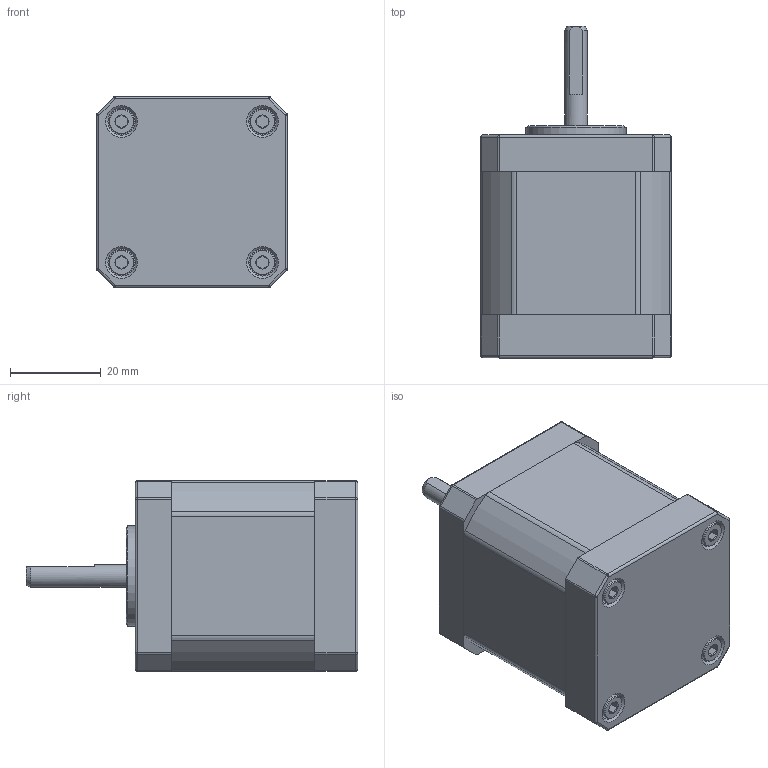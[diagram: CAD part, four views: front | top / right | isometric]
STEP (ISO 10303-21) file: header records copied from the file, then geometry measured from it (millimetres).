
FILE_DESCRIPTION(/* description */ (''),/* implementation_level */ '2;1');
FILE_NAME(/* name */ 'nema17.step',/* time_stamp */ '2019-02-25T14:17:22-05:00',/* author */ ('jkflorek'),/* organization */ (''),/* preprocessor_version */ 'ST-DEVELOPER v17.2',/* originating_system */ 'Autodesk Translation Framework v7.6.0.251',/* authorisation */ '');
FILE_SCHEMA (('AUTOMOTIVE_DESIGN { 1 0 10303 214 3 1 1 }'));
Length unit declared in the file: millimetre
Products named in the file (2): NEMA 17 Stepper Motor; 91274A103
Assembly tree (4 placements, depth 2):
  NEMA 17 Stepper Motor
    91274A103  x4
Bounding box: 42 x 73 x 42 mm (x, y, z)
Volume: 83862.5 mm3; surface area: 19865 mm2
Topology: 8 solids, 8 shells, 341 faces, 853 edges, 543 vertices
Faces by surface type: cylinder 192, plane 77, cone 47, sphere 16, bspline 8, torus 1
Full cylindrical faces by diameter (mm): 2.35 x56, 2.529 x8, 3 x60, 5 x1, 5.5 x4, 6 x4, 9.25 x1, 22 x1, 25 x1
Entity records: 8192 total; most frequent: CARTESIAN_POINT 3997, DIRECTION 874, ORIENTED_EDGE 842, EDGE_CURVE 421, AXIS2_PLACEMENT_3D 349, VERTEX_POINT 264, EDGE_LOOP 201, FACE_OUTER_BOUND 176
